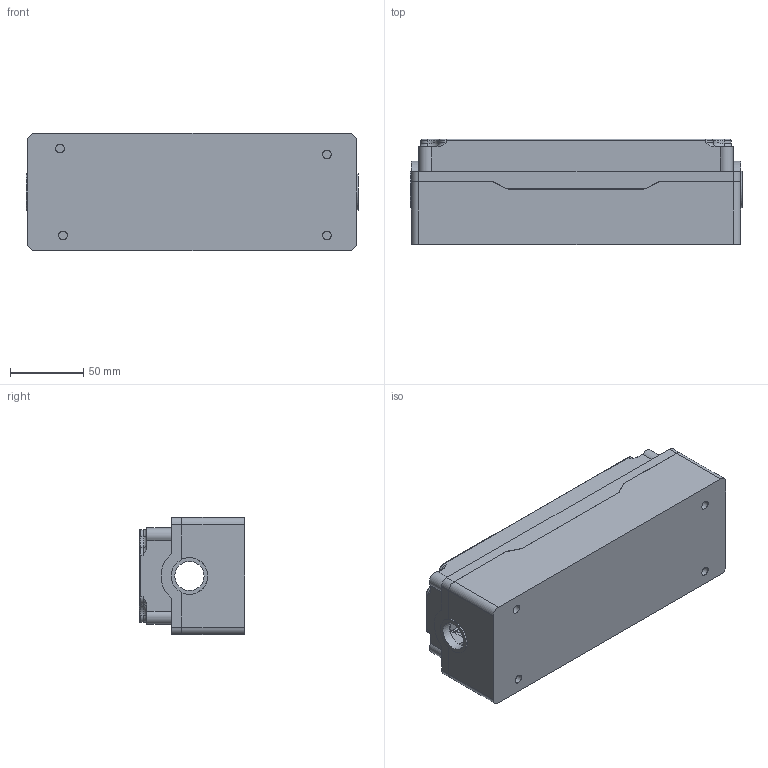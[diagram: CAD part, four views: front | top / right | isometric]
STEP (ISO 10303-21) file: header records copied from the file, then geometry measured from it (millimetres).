
FILE_DESCRIPTION(/* description */ (''),/* implementation_level */ '2;1');
FILE_NAME(/* name */ '7004E13ASSY.stp',/* time_stamp */ '2016-06-29T12:25:12-04:00',/* author */ ('CAD Station'),/* organization */ (''),/* preprocessor_version */ 'ST-DEVELOPER v16.1',/* originating_system */ 'Autodesk Inventor 2016',/* authorisation */ '');
FILE_SCHEMA (('AUTOMOTIVE_DESIGN { 1 0 10303 214 3 1 1 }'));
Length unit declared in the file: millimetre
Products named in the file (4): 7004E13_B; 7004E13_T; Screw; 7004E13ASSY
Assembly tree (6 placements, depth 2):
  7004E13ASSY
    7004E13_B
    7004E13_T
    Screw  x4
Bounding box: 227 x 71.92 x 80 mm (x, y, z)
Volume: 349079.4 mm3; surface area: 160733.6 mm2
Topology: 6 solids, 6 shells, 504 faces, 1355 edges, 873 vertices
Faces by surface type: plane 245, cylinder 202, torus 40, sphere 8, bspline 5, cone 4
Full cylindrical faces by diameter (mm): 3 x4, 4 x8, 6 x4, 7.5 x4, 8 x4, 20 x2, 22 x4, 25 x2
Entity records: 14095 total; most frequent: CARTESIAN_POINT 2937, DIRECTION 2396, ORIENTED_EDGE 2270, EDGE_CURVE 1129, AXIS2_PLACEMENT_3D 875, VERTEX_POINT 741, LINE 646, VECTOR 646
